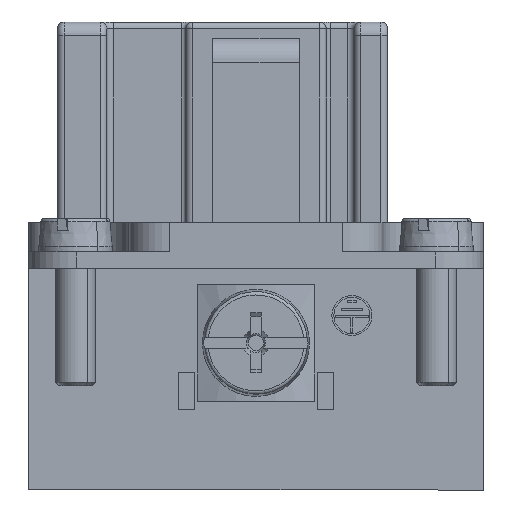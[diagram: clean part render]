
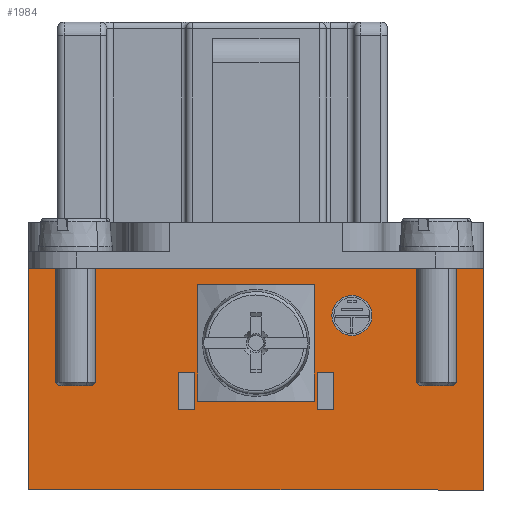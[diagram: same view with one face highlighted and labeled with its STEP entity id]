
A CAD part, front view. The second image highlights one B-rep face of the part: STEP entity #1984.
In plain terms, the highlighted planar face has unit normal (0, -1, 0).
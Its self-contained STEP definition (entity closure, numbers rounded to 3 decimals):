
#1858=FACE_BOUND('',#4096,.T.);
#1859=FACE_BOUND('',#4097,.T.);
#1860=FACE_BOUND('',#4098,.T.);
#1861=FACE_BOUND('',#4099,.T.);
#1862=FACE_BOUND('',#4100,.T.);
#1984=ADVANCED_FACE('',(#1858,#1859,#1860,#1861,#1862),#2795,.T.);
#2795=PLANE('',#16112);
#4096=EDGE_LOOP('',(#6150,#6151,#6152,#6153));
#4097=EDGE_LOOP('',(#6154,#6155,#6156,#6157));
#4098=EDGE_LOOP('',(#6158,#6159,#6160,#6161));
#4099=EDGE_LOOP('',(#6162));
#4100=EDGE_LOOP('',(#6163));
#5015=CIRCLE('',#16110,1.5);
#5016=CIRCLE('',#16111,2.);
#6150=ORIENTED_EDGE('',*,*,#11710,.F.);
#6151=ORIENTED_EDGE('',*,*,#11711,.T.);
#6152=ORIENTED_EDGE('',*,*,#11712,.F.);
#6153=ORIENTED_EDGE('',*,*,#11713,.F.);
#6154=ORIENTED_EDGE('',*,*,#11714,.F.);
#6155=ORIENTED_EDGE('',*,*,#11715,.T.);
#6156=ORIENTED_EDGE('',*,*,#11716,.T.);
#6157=ORIENTED_EDGE('',*,*,#11557,.T.);
#6158=ORIENTED_EDGE('',*,*,#11717,.F.);
#6159=ORIENTED_EDGE('',*,*,#11718,.F.);
#6160=ORIENTED_EDGE('',*,*,#11719,.T.);
#6161=ORIENTED_EDGE('',*,*,#11720,.F.);
#6162=ORIENTED_EDGE('',*,*,#11721,.F.);
#6163=ORIENTED_EDGE('',*,*,#11722,.F.);
#10175=VERTEX_POINT('',#20677);
#10176=VERTEX_POINT('',#20679);
#10328=VERTEX_POINT('',#21483);
#10329=VERTEX_POINT('',#21484);
#10330=VERTEX_POINT('',#21486);
#10331=VERTEX_POINT('',#21488);
#10332=VERTEX_POINT('',#21491);
#10333=VERTEX_POINT('',#21493);
#10334=VERTEX_POINT('',#21496);
#10335=VERTEX_POINT('',#21497);
#10336=VERTEX_POINT('',#21499);
#10337=VERTEX_POINT('',#21501);
#10338=VERTEX_POINT('',#21504);
#10339=VERTEX_POINT('',#21506);
#11557=EDGE_CURVE('',#10176,#10175,#13606,.T.);
#11710=EDGE_CURVE('',#10328,#10329,#13712,.T.);
#11711=EDGE_CURVE('',#10328,#10330,#13713,.T.);
#11712=EDGE_CURVE('',#10331,#10330,#13714,.T.);
#11713=EDGE_CURVE('',#10329,#10331,#13715,.T.);
#11714=EDGE_CURVE('',#10332,#10175,#13716,.T.);
#11715=EDGE_CURVE('',#10332,#10333,#13717,.T.);
#11716=EDGE_CURVE('',#10333,#10176,#13718,.T.);
#11717=EDGE_CURVE('',#10334,#10335,#13719,.T.);
#11718=EDGE_CURVE('',#10336,#10334,#13720,.T.);
#11719=EDGE_CURVE('',#10336,#10337,#13721,.T.);
#11720=EDGE_CURVE('',#10335,#10337,#13722,.T.);
#11721=EDGE_CURVE('',#10338,#10338,#5015,.T.);
#11722=EDGE_CURVE('',#10339,#10339,#5016,.T.);
#13606=LINE('',#20678,#14820);
#13712=LINE('',#21482,#14926);
#13713=LINE('',#21485,#14927);
#13714=LINE('',#21487,#14928);
#13715=LINE('',#21489,#14929);
#13716=LINE('',#21490,#14930);
#13717=LINE('',#21492,#14931);
#13718=LINE('',#21494,#14932);
#13719=LINE('',#21495,#14933);
#13720=LINE('',#21498,#14934);
#13721=LINE('',#21500,#14935);
#13722=LINE('',#21502,#14936);
#14820=VECTOR('',#17235,1.);
#14926=VECTOR('',#17353,1.);
#14927=VECTOR('',#17354,1.);
#14928=VECTOR('',#17355,1.);
#14929=VECTOR('',#17356,1.);
#14930=VECTOR('',#17357,1.);
#14931=VECTOR('',#17358,1.);
#14932=VECTOR('',#17359,1.);
#14933=VECTOR('',#17360,1.);
#14934=VECTOR('',#17361,1.);
#14935=VECTOR('',#17362,1.);
#14936=VECTOR('',#17363,1.);
#16110=AXIS2_PLACEMENT_3D('',#21503,#17364,#17365);
#16111=AXIS2_PLACEMENT_3D('',#21505,#17366,#17367);
#16112=AXIS2_PLACEMENT_3D('',#21507,#17368,#17369);
#17235=DIRECTION('',(0.,0.,1.));
#17353=DIRECTION('',(1.,0.,0.));
#17354=DIRECTION('',(0.,0.,1.));
#17355=DIRECTION('',(-1.,0.,0.));
#17356=DIRECTION('',(0.,0.,1.));
#17357=DIRECTION('',(1.,0.,0.));
#17358=DIRECTION('',(0.,0.,-1.));
#17359=DIRECTION('',(1.,0.,0.));
#17360=DIRECTION('',(-1.,0.,0.));
#17361=DIRECTION('',(0.,0.,1.));
#17362=DIRECTION('',(-1.,0.,0.));
#17363=DIRECTION('',(0.,0.,-1.));
#17364=DIRECTION('',(0.,-1.,0.));
#17365=DIRECTION('',(0.,0.,1.));
#17366=DIRECTION('',(0.,-1.,0.));
#17367=DIRECTION('',(1.,0.,0.));
#17368=DIRECTION('',(0.,-1.,0.));
#17369=DIRECTION('',(-1.,0.,0.));
#20677=CARTESIAN_POINT('',(17.,-23.,16.6));
#20678=CARTESIAN_POINT('',(17.,-23.,0.));
#20679=CARTESIAN_POINT('',(17.,-23.,0.));
#21482=CARTESIAN_POINT('',(0.,-23.,6.));
#21483=CARTESIAN_POINT('',(4.6,-23.,6.));
#21484=CARTESIAN_POINT('',(5.8,-23.,6.));
#21485=CARTESIAN_POINT('',(4.6,-23.,5.97));
#21486=CARTESIAN_POINT('',(4.6,-23.,8.8));
#21487=CARTESIAN_POINT('',(0.,-23.,8.8));
#21488=CARTESIAN_POINT('',(5.8,-23.,8.8));
#21489=CARTESIAN_POINT('',(5.8,-23.,0.));
#21490=CARTESIAN_POINT('',(0.,-23.,16.6));
#21491=CARTESIAN_POINT('',(-17.,-23.,16.6));
#21492=CARTESIAN_POINT('',(-17.,-23.,0.));
#21493=CARTESIAN_POINT('',(-17.,-23.,0.));
#21494=CARTESIAN_POINT('',(0.,-23.,0.));
#21495=CARTESIAN_POINT('',(0.,-23.,8.8));
#21496=CARTESIAN_POINT('',(-4.6,-23.,8.8));
#21497=CARTESIAN_POINT('',(-5.8,-23.,8.8));
#21498=CARTESIAN_POINT('',(-4.6,-23.,5.97));
#21499=CARTESIAN_POINT('',(-4.6,-23.,6.));
#21500=CARTESIAN_POINT('',(0.,-23.,6.));
#21501=CARTESIAN_POINT('',(-5.8,-23.,6.));
#21502=CARTESIAN_POINT('',(-5.8,-23.,0.));
#21503=CARTESIAN_POINT('',(7.175,-23.,13.05));
#21504=CARTESIAN_POINT('',(7.175,-23.,14.55));
#21505=CARTESIAN_POINT('',(0.,-23.,11.));
#21506=CARTESIAN_POINT('',(2.,-23.,11.));
#21507=CARTESIAN_POINT('',(0.,-23.,0.));
